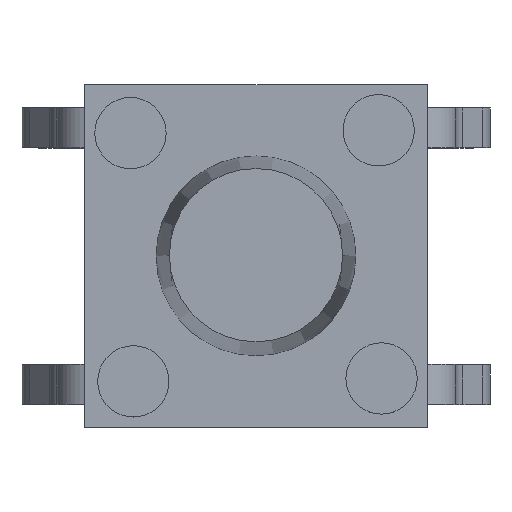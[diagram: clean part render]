
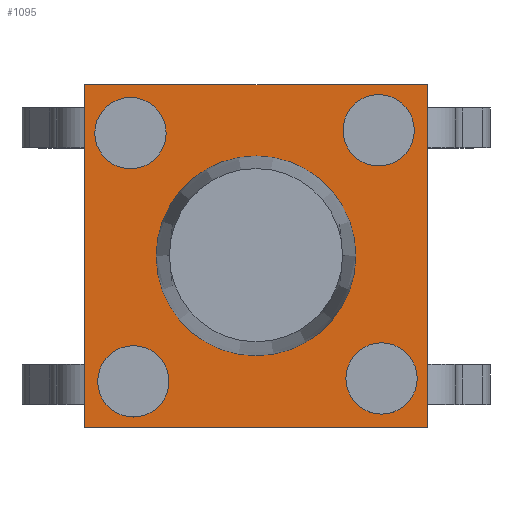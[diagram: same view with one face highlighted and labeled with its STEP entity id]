
A CAD part, top view. The second image highlights one B-rep face of the part: STEP entity #1095.
In plain terms, the highlighted planar face has unit normal (0, 0, 1).
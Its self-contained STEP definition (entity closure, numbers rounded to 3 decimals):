
#43 = VERTEX_POINT ( 'NONE', #3249 ) ;
#123 = CARTESIAN_POINT ( 'NONE',  ( -2.15, -2.2, 3.5 ) ) ;
#130 = EDGE_CURVE ( 'NONE', #2609, #1979, #5096, .T. ) ;
#141 = VERTEX_POINT ( 'NONE', #4321 ) ;
#150 = VERTEX_POINT ( 'NONE', #4386 ) ;
#236 = CARTESIAN_POINT ( 'NONE',  ( 2.15, 2.2, 3.5 ) ) ;
#261 = PLANE ( 'NONE',  #5331 ) ;
#328 = FACE_OUTER_BOUND ( 'NONE', #447, .T. ) ;
#332 = VECTOR ( 'NONE', #4522, 1000. ) ;
#447 = EDGE_LOOP ( 'NONE', ( #4079, #4376, #2276, #2339 ) ) ;
#482 = FACE_BOUND ( 'NONE', #2512, .T. ) ;
#621 = CARTESIAN_POINT ( 'NONE',  ( -2.2, 2.15, 3.5 ) ) ;
#631 = DIRECTION ( 'NONE',  ( 1., 0., 0. ) ) ;
#660 = VECTOR ( 'NONE', #2717, 1000. ) ;
#679 = AXIS2_PLACEMENT_3D ( 'NONE', #123, #3656, #631 ) ;
#728 = DIRECTION ( 'NONE',  ( 1., 0., 0. ) ) ;
#755 = CIRCLE ( 'NONE', #1453, 0.625 ) ;
#953 = CARTESIAN_POINT ( 'NONE',  ( 3., 3., 3.5 ) ) ;
#970 = CARTESIAN_POINT ( 'NONE',  ( 3., 3., 3.5 ) ) ;
#986 = LINE ( 'NONE', #6365, #4877 ) ;
#992 = DIRECTION ( 'NONE',  ( 0., 0., -1. ) ) ;
#1049 = ORIENTED_EDGE ( 'NONE', *, *, #6173, .T. ) ;
#1095 = ADVANCED_FACE ( 'NONE', ( #482, #1581, #5660, #2976, #4353, #328 ), #261, .T. ) ;
#1097 = DIRECTION ( 'NONE',  ( 1., 0., 0. ) ) ;
#1190 = VERTEX_POINT ( 'NONE', #1667 ) ;
#1227 = VERTEX_POINT ( 'NONE', #1841 ) ;
#1234 = DIRECTION ( 'NONE',  ( 0., 0., 1. ) ) ;
#1251 = AXIS2_PLACEMENT_3D ( 'NONE', #236, #3760, #728 ) ;
#1372 = ORIENTED_EDGE ( 'NONE', *, *, #6036, .F. ) ;
#1453 = AXIS2_PLACEMENT_3D ( 'NONE', #4722, #5080, #5182 ) ;
#1508 = VERTEX_POINT ( 'NONE', #2327 ) ;
#1581 = FACE_BOUND ( 'NONE', #4859, .T. ) ;
#1601 = DIRECTION ( 'NONE',  ( 0., 0., 1. ) ) ;
#1649 = CARTESIAN_POINT ( 'NONE',  ( 0., 0., 3.5 ) ) ;
#1667 = CARTESIAN_POINT ( 'NONE',  ( -1.75, 0., 3.5 ) ) ;
#1739 = CARTESIAN_POINT ( 'NONE',  ( 0., 0., 3.5 ) ) ;
#1841 = CARTESIAN_POINT ( 'NONE',  ( -1.575, 2.15, 3.5 ) ) ;
#1850 = EDGE_CURVE ( 'NONE', #1227, #141, #755, .T. ) ;
#1979 = VERTEX_POINT ( 'NONE', #4249 ) ;
#2177 = DIRECTION ( 'NONE',  ( -1., 0., 0. ) ) ;
#2194 = CARTESIAN_POINT ( 'NONE',  ( -3., 3., 3.5 ) ) ;
#2276 = ORIENTED_EDGE ( 'NONE', *, *, #4715, .T. ) ;
#2327 = CARTESIAN_POINT ( 'NONE',  ( -3., 3., 3.5 ) ) ;
#2339 = ORIENTED_EDGE ( 'NONE', *, *, #6207, .T. ) ;
#2357 = CIRCLE ( 'NONE', #2746, 0.625 ) ;
#2393 = CARTESIAN_POINT ( 'NONE',  ( -3., -3., 3.5 ) ) ;
#2444 = CIRCLE ( 'NONE', #3032, 0.625 ) ;
#2457 = VERTEX_POINT ( 'NONE', #6000 ) ;
#2504 = ORIENTED_EDGE ( 'NONE', *, *, #5614, .F. ) ;
#2512 = EDGE_LOOP ( 'NONE', ( #4384, #1049 ) ) ;
#2609 = VERTEX_POINT ( 'NONE', #5619 ) ;
#2670 = EDGE_CURVE ( 'NONE', #141, #1227, #2357, .T. ) ;
#2688 = DIRECTION ( 'NONE',  ( 1., 0., 0. ) ) ;
#2717 = DIRECTION ( 'NONE',  ( -1., 0., 0. ) ) ;
#2744 = DIRECTION ( 'NONE',  ( 0., 0., 1. ) ) ;
#2746 = AXIS2_PLACEMENT_3D ( 'NONE', #621, #4153, #1097 ) ;
#2808 = EDGE_CURVE ( 'NONE', #1979, #2609, #5846, .T. ) ;
#2901 = ORIENTED_EDGE ( 'NONE', *, *, #6056, .F. ) ;
#2950 = CIRCLE ( 'NONE', #5271, 0.625 ) ;
#2976 = FACE_BOUND ( 'NONE', #5487, .T. ) ;
#2990 = EDGE_LOOP ( 'NONE', ( #2504, #5910 ) ) ;
#3032 = AXIS2_PLACEMENT_3D ( 'NONE', #4691, #1601, #5194 ) ;
#3038 = VERTEX_POINT ( 'NONE', #4802 ) ;
#3048 = EDGE_LOOP ( 'NONE', ( #5382, #5350 ) ) ;
#3249 = CARTESIAN_POINT ( 'NONE',  ( -2.775, -2.2, 3.5 ) ) ;
#3300 = CIRCLE ( 'NONE', #3596, 0.625 ) ;
#3363 = VECTOR ( 'NONE', #2688, 1000. ) ;
#3579 = EDGE_CURVE ( 'NONE', #3038, #4890, #4186, .T. ) ;
#3596 = AXIS2_PLACEMENT_3D ( 'NONE', #5782, #2744, #6273 ) ;
#3656 = DIRECTION ( 'NONE',  ( 0., 0., 1. ) ) ;
#3671 = LINE ( 'NONE', #4261, #3363 ) ;
#3760 = DIRECTION ( 'NONE',  ( 0., 0., 1. ) ) ;
#3780 = DIRECTION ( 'NONE',  ( 0., 0., 1. ) ) ;
#3843 = CARTESIAN_POINT ( 'NONE',  ( 1.75, 0., 3.5 ) ) ;
#4035 = CARTESIAN_POINT ( 'NONE',  ( 0., 0., 3.5 ) ) ;
#4079 = ORIENTED_EDGE ( 'NONE', *, *, #3579, .T. ) ;
#4153 = DIRECTION ( 'NONE',  ( 0., 0., 1. ) ) ;
#4186 = LINE ( 'NONE', #970, #332 ) ;
#4249 = CARTESIAN_POINT ( 'NONE',  ( 1.525, 2.2, 3.5 ) ) ;
#4261 = CARTESIAN_POINT ( 'NONE',  ( -3., -3., 3.5 ) ) ;
#4314 = CARTESIAN_POINT ( 'NONE',  ( 2.2, -2.15, 3.5 ) ) ;
#4321 = CARTESIAN_POINT ( 'NONE',  ( -2.825, 2.15, 3.5 ) ) ;
#4353 = FACE_BOUND ( 'NONE', #3048, .T. ) ;
#4376 = ORIENTED_EDGE ( 'NONE', *, *, #6222, .T. ) ;
#4384 = ORIENTED_EDGE ( 'NONE', *, *, #5914, .T. ) ;
#4386 = CARTESIAN_POINT ( 'NONE',  ( 2.825, -2.15, 3.5 ) ) ;
#4417 = AXIS2_PLACEMENT_3D ( 'NONE', #1649, #5240, #2177 ) ;
#4522 = DIRECTION ( 'NONE',  ( 0., 1., 0. ) ) ;
#4545 = DIRECTION ( 'NONE',  ( -1., 0., 0. ) ) ;
#4559 = EDGE_CURVE ( 'NONE', #150, #5924, #3300, .T. ) ;
#4567 = CARTESIAN_POINT ( 'NONE',  ( 1.575, -2.15, 3.5 ) ) ;
#4620 = DIRECTION ( 'NONE',  ( 0., 0., 1. ) ) ;
#4639 = VERTEX_POINT ( 'NONE', #3843 ) ;
#4641 = DIRECTION ( 'NONE',  ( 1., 0., 0. ) ) ;
#4677 = AXIS2_PLACEMENT_3D ( 'NONE', #4035, #992, #4545 ) ;
#4691 = CARTESIAN_POINT ( 'NONE',  ( -2.15, -2.2, 3.5 ) ) ;
#4692 = LINE ( 'NONE', #2194, #660 ) ;
#4715 = EDGE_CURVE ( 'NONE', #1508, #5277, #986, .T. ) ;
#4722 = CARTESIAN_POINT ( 'NONE',  ( -2.2, 2.15, 3.5 ) ) ;
#4792 = ORIENTED_EDGE ( 'NONE', *, *, #130, .F. ) ;
#4802 = CARTESIAN_POINT ( 'NONE',  ( 3., -3., 3.5 ) ) ;
#4803 = DIRECTION ( 'NONE',  ( 1., 0., 0. ) ) ;
#4810 = DIRECTION ( 'NONE',  ( 1., 0., 0. ) ) ;
#4812 = CARTESIAN_POINT ( 'NONE',  ( 2.15, 2.2, 3.5 ) ) ;
#4859 = EDGE_LOOP ( 'NONE', ( #2901, #1372 ) ) ;
#4861 = CIRCLE ( 'NONE', #4677, 1.75 ) ;
#4877 = VECTOR ( 'NONE', #5866, 1000. ) ;
#4890 = VERTEX_POINT ( 'NONE', #953 ) ;
#4906 = ORIENTED_EDGE ( 'NONE', *, *, #2808, .F. ) ;
#5080 = DIRECTION ( 'NONE',  ( 0., 0., 1. ) ) ;
#5096 = CIRCLE ( 'NONE', #5494, 0.625 ) ;
#5182 = DIRECTION ( 'NONE',  ( 1., 0., 0. ) ) ;
#5194 = DIRECTION ( 'NONE',  ( 1., 0., 0. ) ) ;
#5240 = DIRECTION ( 'NONE',  ( 0., 0., -1. ) ) ;
#5271 = AXIS2_PLACEMENT_3D ( 'NONE', #4314, #1234, #4803 ) ;
#5277 = VERTEX_POINT ( 'NONE', #2393 ) ;
#5331 = AXIS2_PLACEMENT_3D ( 'NONE', #1739, #3780, #4810 ) ;
#5350 = ORIENTED_EDGE ( 'NONE', *, *, #1850, .F. ) ;
#5382 = ORIENTED_EDGE ( 'NONE', *, *, #2670, .F. ) ;
#5487 = EDGE_LOOP ( 'NONE', ( #4906, #4792 ) ) ;
#5494 = AXIS2_PLACEMENT_3D ( 'NONE', #4812, #4620, #4641 ) ;
#5614 = EDGE_CURVE ( 'NONE', #5924, #150, #2950, .T. ) ;
#5619 = CARTESIAN_POINT ( 'NONE',  ( 2.775, 2.2, 3.5 ) ) ;
#5626 = CIRCLE ( 'NONE', #679, 0.625 ) ;
#5660 = FACE_BOUND ( 'NONE', #2990, .T. ) ;
#5782 = CARTESIAN_POINT ( 'NONE',  ( 2.2, -2.15, 3.5 ) ) ;
#5846 = CIRCLE ( 'NONE', #1251, 0.625 ) ;
#5866 = DIRECTION ( 'NONE',  ( 0., -1., 0. ) ) ;
#5910 = ORIENTED_EDGE ( 'NONE', *, *, #4559, .F. ) ;
#5914 = EDGE_CURVE ( 'NONE', #1190, #4639, #4861, .T. ) ;
#5924 = VERTEX_POINT ( 'NONE', #4567 ) ;
#6000 = CARTESIAN_POINT ( 'NONE',  ( -1.525, -2.2, 3.5 ) ) ;
#6036 = EDGE_CURVE ( 'NONE', #2457, #43, #5626, .T. ) ;
#6056 = EDGE_CURVE ( 'NONE', #43, #2457, #2444, .T. ) ;
#6150 = CIRCLE ( 'NONE', #4417, 1.75 ) ;
#6173 = EDGE_CURVE ( 'NONE', #4639, #1190, #6150, .T. ) ;
#6207 = EDGE_CURVE ( 'NONE', #5277, #3038, #3671, .T. ) ;
#6222 = EDGE_CURVE ( 'NONE', #4890, #1508, #4692, .T. ) ;
#6273 = DIRECTION ( 'NONE',  ( 1., 0., 0. ) ) ;
#6365 = CARTESIAN_POINT ( 'NONE',  ( -3., 3., 3.5 ) ) ;
